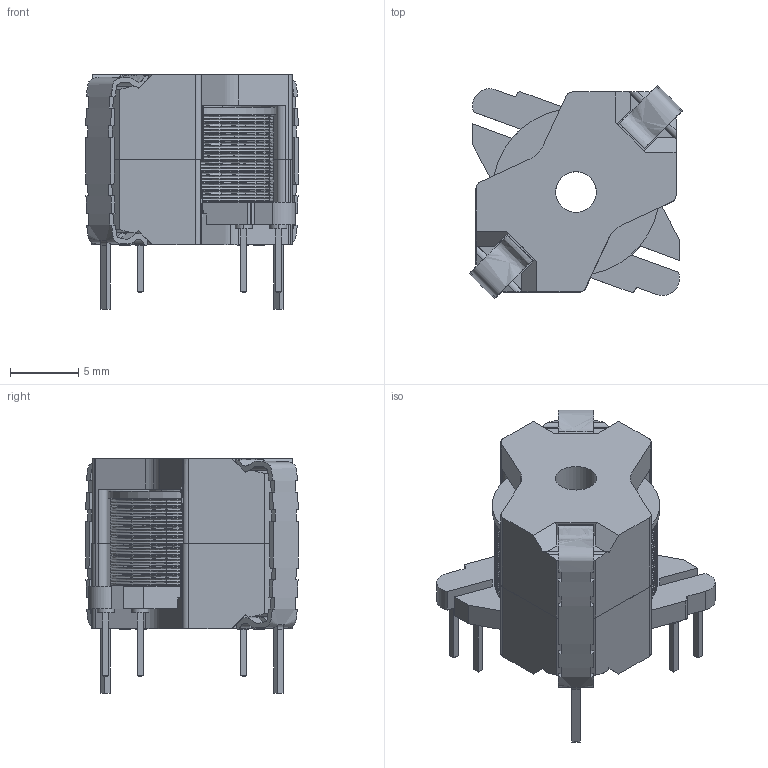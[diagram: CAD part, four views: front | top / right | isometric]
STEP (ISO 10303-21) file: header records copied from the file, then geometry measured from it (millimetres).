
FILE_DESCRIPTION (( 'STEP AP214' ), '1' );
FILE_NAME ('User Library-RM6-1.STEP', '2016-12-14T18:49:13', ( 'Windows User' ), ( '' ), 'SwSTEP 2.0', 'SolidWorks 2016', '' );
FILE_SCHEMA (( 'AUTOMOTIVE_DESIGN' ));
Length unit declared in the file: millimetre
Products named in the file (7): User Library-RM6-1_Coli former; User Library-RM6-1_Pin; User Library-RM6-1_Coil former; User Library-RM6-1_RM6 Clamp; User Library-RM6-1_RM6 core; User Library-RM6-1; User Library-RM6-1_RM6 Coil
Assembly tree (13 placements, depth 3):
  User Library-RM6-1
    User Library-RM6-1_RM6 core  x2
    User Library-RM6-1_RM6 Clamp  x2
    User Library-RM6-1_Coli former
      User Library-RM6-1_Coil former
      User Library-RM6-1_Pin  x6
    User Library-RM6-1_RM6 Coil
Bounding box: 15.67 x 15.67 x 17.27 mm (x, y, z)
Volume: 1900.2 mm3; surface area: 3509.4 mm2
Topology: 12 solids, 12 shells, 648 faces, 1484 edges, 882 vertices
Faces by surface type: bspline 290, plane 248, cylinder 110
Entity records: 22516 total; most frequent: CARTESIAN_POINT 7444, ORIENTED_EDGE 2090, DIRECTION 2080, EDGE_CURVE 1045, AXIS2_PLACEMENT_3D 889, CIRCLE 693, VERTEX_POINT 598, UNCERTAINTY_MEASURE_WITH_UNIT 484
